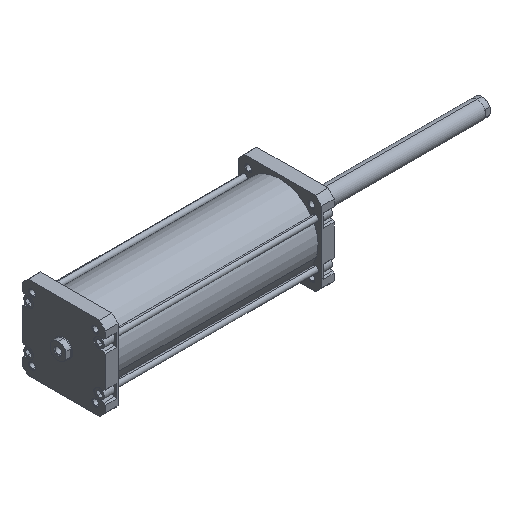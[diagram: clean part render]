
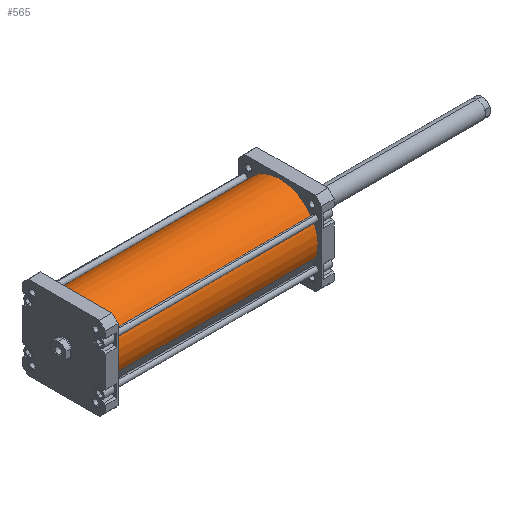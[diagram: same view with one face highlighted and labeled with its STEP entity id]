
A CAD part, isometric view. The second image highlights one B-rep face of the part: STEP entity #565.
In plain terms, the highlighted cylindrical face has radius 66.5 mm (diameter 133 mm), a partial arc.
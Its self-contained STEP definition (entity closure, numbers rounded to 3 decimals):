
#100 = VERTEX_POINT ( 'NONE', #993 ) ;
#121 = VERTEX_POINT ( 'NONE', #937 ) ;
#396 = EDGE_CURVE ( 'NONE', #1301, #100, #2325, .T. ) ;
#565 = ADVANCED_FACE ( 'NONE', ( #2691 ), #2698, .T. ) ;
#619 = DIRECTION ( 'NONE',  ( 0., 0., -1. ) ) ;
#652 = CARTESIAN_POINT ( 'NONE',  ( 66.5, 0., 354. ) ) ;
#937 = CARTESIAN_POINT ( 'NONE',  ( -66.5, 0., 0. ) ) ;
#993 = CARTESIAN_POINT ( 'NONE',  ( 66.5, 0., 0. ) ) ;
#1301 = VERTEX_POINT ( 'NONE', #3646 ) ;
#1304 = VERTEX_POINT ( 'NONE', #3645 ) ;
#2313 = VECTOR ( 'NONE', #619, 1000. ) ;
#2325 = LINE ( 'NONE', #652, #2313 ) ;
#2691 = FACE_OUTER_BOUND ( 'NONE', #4025, .T. ) ;
#2698 = CYLINDRICAL_SURFACE ( 'NONE', #4795, 66.5 ) ;
#2787 = CIRCLE ( 'NONE', #4844, 66.5 ) ;
#2790 = CIRCLE ( 'NONE', #4843, 66.5 ) ;
#3381 = DIRECTION ( 'NONE',  ( 0., 0., -1. ) ) ;
#3387 = CARTESIAN_POINT ( 'NONE',  ( -66.5, 0., 354. ) ) ;
#3430 = CARTESIAN_POINT ( 'NONE',  ( 0., 0., 354. ) ) ;
#3438 = DIRECTION ( 'NONE',  ( 0., 0., -1. ) ) ;
#3443 = DIRECTION ( 'NONE',  ( -1., 0., 0. ) ) ;
#3503 = DIRECTION ( 'NONE',  ( 1., 0., 0. ) ) ;
#3504 = DIRECTION ( 'NONE',  ( 0., 0., 1. ) ) ;
#3508 = DIRECTION ( 'NONE',  ( 1., 0., 0. ) ) ;
#3509 = CARTESIAN_POINT ( 'NONE',  ( 0., 0., 0. ) ) ;
#3514 = CARTESIAN_POINT ( 'NONE',  ( 0., 0., 354. ) ) ;
#3515 = DIRECTION ( 'NONE',  ( 0., 0., 1. ) ) ;
#3645 = CARTESIAN_POINT ( 'NONE',  ( -66.5, 0., 354. ) ) ;
#3646 = CARTESIAN_POINT ( 'NONE',  ( 66.5, 0., 354. ) ) ;
#3695 = EDGE_CURVE ( 'NONE', #1304, #1301, #2787, .T. ) ;
#3697 = EDGE_CURVE ( 'NONE', #121, #100, #2790, .T. ) ;
#3734 = ORIENTED_EDGE ( 'NONE', *, *, #3985, .T. ) ;
#3754 = ORIENTED_EDGE ( 'NONE', *, *, #3695, .F. ) ;
#3769 = ORIENTED_EDGE ( 'NONE', *, *, #3697, .T. ) ;
#3811 = ORIENTED_EDGE ( 'NONE', *, *, #396, .F. ) ;
#3985 = EDGE_CURVE ( 'NONE', #1304, #121, #5040, .T. ) ;
#4025 = EDGE_LOOP ( 'NONE', ( #3811, #3754, #3734, #3769 ) ) ;
#4795 = AXIS2_PLACEMENT_3D ( 'NONE', #3430, #3438, #3443 ) ;
#4843 = AXIS2_PLACEMENT_3D ( 'NONE', #3509, #3504, #3503 ) ;
#4844 = AXIS2_PLACEMENT_3D ( 'NONE', #3514, #3515, #3508 ) ;
#5040 = LINE ( 'NONE', #3387, #5053 ) ;
#5053 = VECTOR ( 'NONE', #3381, 1000. ) ;
